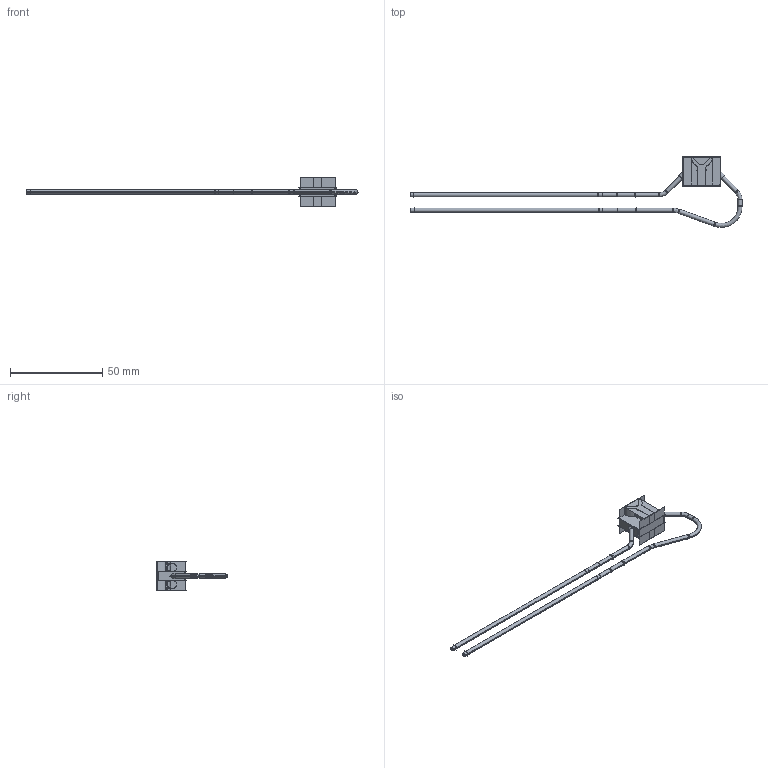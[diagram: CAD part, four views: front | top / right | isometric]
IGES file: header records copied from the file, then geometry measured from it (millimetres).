
Start section:  PTC IGES file: 224295.igs
Global section: file name: 224295.igs; native system: Creo Parametric by PTC Inc.; preprocessor: 2019292; author: PDMAdmin; organization: Unknown; date: 20210701.123053; units: millimetre
Bounding box: 179.79 x 38.38 x 15.85 mm (x, y, z)
Volume: 3296.2 mm3; surface area: 26124 mm2
Topology: 7 solids, 9 shells, 236 faces, 1230 edges, 1596 vertices
Faces by surface type: revolution 154, bspline 82
